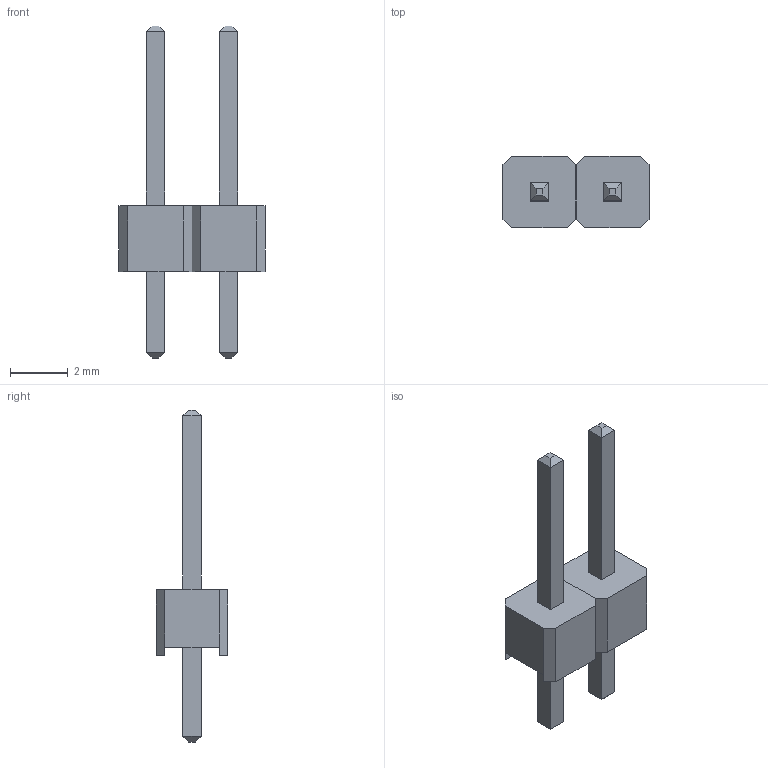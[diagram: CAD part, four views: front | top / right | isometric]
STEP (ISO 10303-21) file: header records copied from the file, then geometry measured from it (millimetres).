
FILE_DESCRIPTION(('FreeCAD Model'),'2;1');
FILE_NAME('male_header_2_54_1X2.step', '2017-06-24T14:27:07',('Author'),(''), 'Open CASCADE STEP processor 6.8','FreeCAD','Unknown');
FILE_SCHEMA(('AUTOMOTIVE_DESIGN_CC2 { 1 2 10303 214 -1 1 5 4 }'));
Length unit declared in the file: millimetre
Products named in the file (5): ASSEMBLY; User_Library-Header_Male_40Pin_PinArray021; User_Library-Header_Male_40Pin_PinArray013; User_Library-Header_Male_40Pin_BodyArray010; User_Library-Header_Male_40Pin_BodyArray037
Assembly tree (4 placements, depth 2):
  ASSEMBLY
    User_Library-Header_Male_40Pin_PinArray021
    User_Library-Header_Male_40Pin_PinArray013
    User_Library-Header_Male_40Pin_BodyArray010
    User_Library-Header_Male_40Pin_BodyArray037
Bounding box: 5.08 x 2.49 x 11.54 mm (x, y, z)
Volume: 32.9 mm3; surface area: 136 mm2
Topology: 4 solids, 4 shells, 64 faces, 144 edges, 88 vertices
Faces by surface type: plane 64
Entity records: 4126 total; most frequent: CARTESIAN_POINT 589, DIRECTION 570, LINE 432, VECTOR 432, ORIENTED_EDGE 288, PCURVE 288, DEFINITIONAL_REPRESENTATION 288, EDGE_CURVE 144
